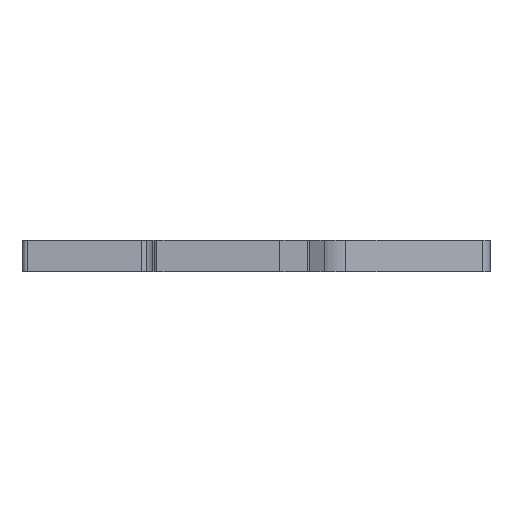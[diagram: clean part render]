
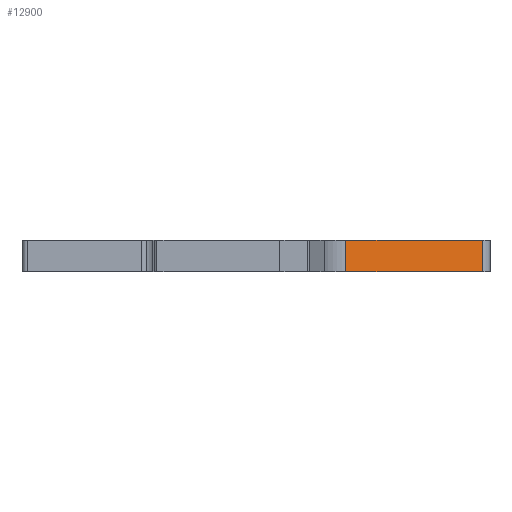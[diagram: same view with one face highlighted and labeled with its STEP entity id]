
A CAD part, front view. The second image highlights one B-rep face of the part: STEP entity #12900.
In plain terms, the highlighted planar face has unit normal (0.26, -0.966, 0).
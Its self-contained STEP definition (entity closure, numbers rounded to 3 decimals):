
#346=DIRECTION('',(0.966,0.26,0.));
#347=VECTOR('',#346,27.835);
#348=CARTESIAN_POINT('',(25.514,-5.814,0.));
#349=LINE('',#348,#347);
#1699=DIRECTION('',(0.966,0.26,0.));
#1700=VECTOR('',#1699,27.835);
#1701=CARTESIAN_POINT('',(25.514,-5.814,6.2));
#1702=LINE('',#1701,#1700);
#4139=DIRECTION('',(0.,0.,1.));
#4140=VECTOR('',#4139,6.2);
#4141=CARTESIAN_POINT('',(52.394,1.412,0.));
#4142=LINE('',#4141,#4140);
#4143=DIRECTION('',(0.,0.,1.));
#4144=VECTOR('',#4143,6.2);
#4145=CARTESIAN_POINT('',(25.514,-5.814,0.));
#4146=LINE('',#4145,#4144);
#6414=CARTESIAN_POINT('',(25.514,-5.814,0.));
#6415=VERTEX_POINT('',#6414);
#6416=CARTESIAN_POINT('',(52.394,1.412,0.));
#6417=VERTEX_POINT('',#6416);
#6680=CARTESIAN_POINT('',(25.514,-5.814,6.2));
#6681=VERTEX_POINT('',#6680);
#6682=CARTESIAN_POINT('',(52.394,1.412,6.2));
#6683=VERTEX_POINT('',#6682);
#12888=CARTESIAN_POINT('',(25.514,-5.814,0.));
#12889=DIRECTION('',(0.26,-0.966,0.));
#12890=DIRECTION('',(0.966,0.26,0.));
#12891=AXIS2_PLACEMENT_3D('',#12888,#12889,#12890);
#12892=PLANE('',#12891);
#12893=ORIENTED_EDGE('',*,*,#8198,.F.);
#12895=ORIENTED_EDGE('',*,*,#12894,.T.);
#12896=ORIENTED_EDGE('',*,*,#9354,.T.);
#12897=ORIENTED_EDGE('',*,*,#12881,.F.);
#12898=EDGE_LOOP('',(#12893,#12895,#12896,#12897));
#12899=FACE_OUTER_BOUND('',#12898,.F.);
#8198=EDGE_CURVE('',#6415,#6417,#349,.T.);
#9354=EDGE_CURVE('',#6681,#6683,#1702,.T.);
#12881=EDGE_CURVE('',#6417,#6683,#4142,.T.);
#12894=EDGE_CURVE('',#6415,#6681,#4146,.T.);
#12900=ADVANCED_FACE('',(#12899),#12892,.T.);
